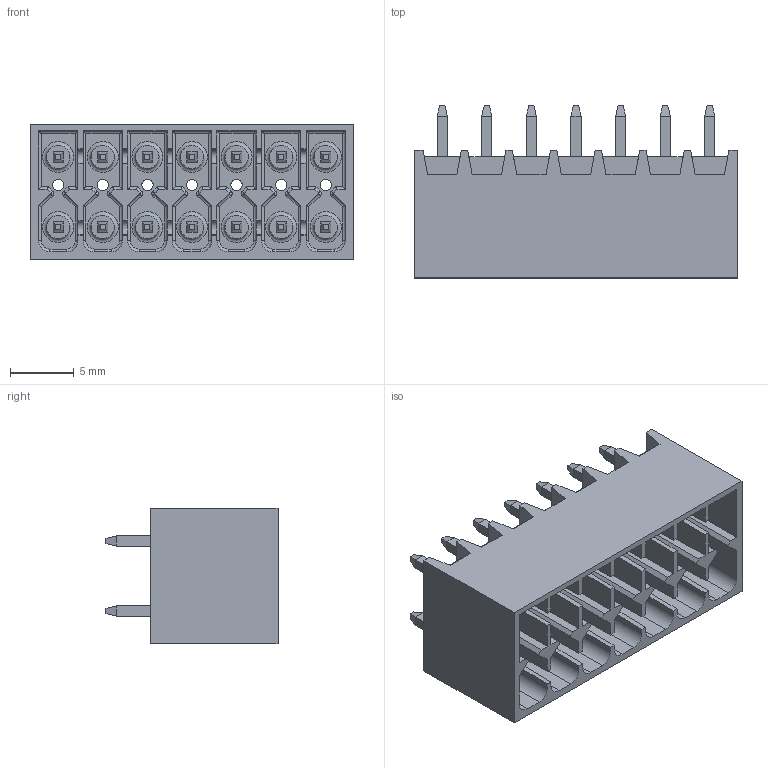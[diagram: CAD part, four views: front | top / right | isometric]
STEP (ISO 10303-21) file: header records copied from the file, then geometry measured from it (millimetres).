
FILE_DESCRIPTION(/* description */ ('Unknown'),/* implementation_level */ '2;1');
FILE_NAME(/* name */ '691378100014',/* time_stamp */ '2024-07-15T09:52:23+02:00',/* author */ ('Unknown'),/* organization */ ('Unknown'),/* preprocessor_version */ 'ST-DEVELOPER v19.4',/* originating_system */ 'Solid Edge',/* authorisation */ 'Unknown');
FILE_SCHEMA (('AUTOMOTIVE_DESIGN {1 0 10303 214 3 1 1}'));
Length unit declared in the file: millimetre
Products named in the file (3): 6913781000xx; 691378100014; 6913781000xx_Pin
Assembly tree (15 placements, depth 2):
  6913781000xx
    691378100014
    6913781000xx_Pin  x14
Bounding box: 25.3 x 13.5 x 10.6 mm (x, y, z)
Volume: 1105.7 mm3; surface area: 3419 mm2
Topology: 15 solids, 15 shells, 720 faces, 1752 edges, 1077 vertices
Faces by surface type: plane 533, cylinder 145, torus 42
Full cylindrical faces by diameter (mm): 0.9 x7, 1.83 x14
Entity records: 15976 total; most frequent: CARTESIAN_POINT 2776, DIRECTION 2688, ORIENTED_EDGE 2664, EDGE_CURVE 1332, LINE 1056, VECTOR 1056, VERTEX_POINT 848, AXIS2_PLACEMENT_3D 816
